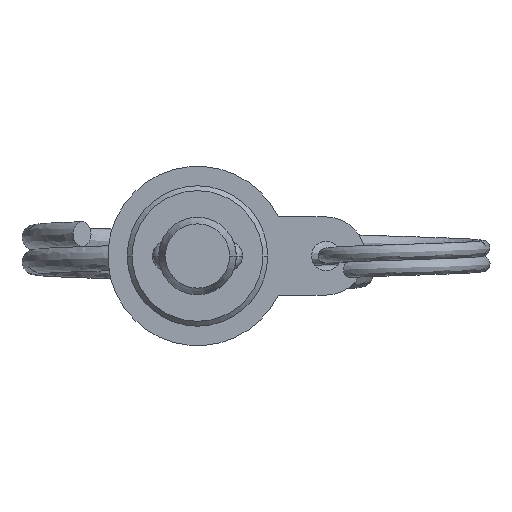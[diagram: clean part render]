
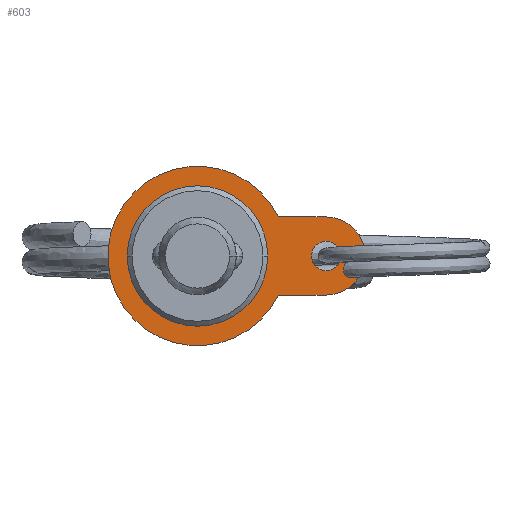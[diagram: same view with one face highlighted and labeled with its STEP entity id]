
A CAD part, left-side view. The second image highlights one B-rep face of the part: STEP entity #603.
In plain terms, the highlighted planar face has unit normal (-1, 0, 0).
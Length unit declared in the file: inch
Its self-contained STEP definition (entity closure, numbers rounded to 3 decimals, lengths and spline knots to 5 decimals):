
#429 = ORIENTED_EDGE ( 'NONE', *, *, #433, .F. ) ;
#433 = EDGE_CURVE ( 'NONE', #588, #586, #1974, .T. ) ;
#436 = ORIENTED_EDGE ( 'NONE', *, *, #642, .F. ) ;
#440 = EDGE_LOOP ( 'NONE', ( #429, #436 ) ) ;
#441 = EDGE_CURVE ( 'NONE', #447, #654, #2027, .T. ) ;
#447 = VERTEX_POINT ( 'NONE', #2023 ) ;
#448 = ORIENTED_EDGE ( 'NONE', *, *, #441, .T. ) ;
#575 = EDGE_CURVE ( 'NONE', #655, #576, #2524, .T. ) ;
#576 = VERTEX_POINT ( 'NONE', #2520 ) ;
#577 = ORIENTED_EDGE ( 'NONE', *, *, #578, .T. ) ;
#578 = EDGE_CURVE ( 'NONE', #576, #447, #2518, .T. ) ;
#586 = VERTEX_POINT ( 'NONE', #2500 ) ;
#588 = VERTEX_POINT ( 'NONE', #2499 ) ;
#597 = VERTEX_POINT ( 'NONE', #2548 ) ;
#599 = EDGE_CURVE ( 'NONE', #597, #600, #2547, .T. ) ;
#600 = VERTEX_POINT ( 'NONE', #2541 ) ;
#603 = ADVANCED_FACE ( 'NONE', ( #2536, #2535, #2534 ), #2533, .F. ) ;
#604 = EDGE_LOOP ( 'NONE', ( #648, #650 ) ) ;
#642 = EDGE_CURVE ( 'NONE', #586, #588, #2858, .T. ) ;
#648 = ORIENTED_EDGE ( 'NONE', *, *, #649, .F. ) ;
#649 = EDGE_CURVE ( 'NONE', #600, #597, #2893, .T. ) ;
#650 = ORIENTED_EDGE ( 'NONE', *, *, #599, .F. ) ;
#651 = EDGE_LOOP ( 'NONE', ( #652, #656, #577, #448 ) ) ;
#652 = ORIENTED_EDGE ( 'NONE', *, *, #653, .T. ) ;
#653 = EDGE_CURVE ( 'NONE', #654, #655, #2888, .T. ) ;
#654 = VERTEX_POINT ( 'NONE', #2883 ) ;
#655 = VERTEX_POINT ( 'NONE', #2882 ) ;
#656 = ORIENTED_EDGE ( 'NONE', *, *, #575, .T. ) ;
#1972 = CARTESIAN_POINT ( 'NONE',  ( 0.48, -0.4125, 0. ) ) ;
#1973 = AXIS2_PLACEMENT_3D ( 'NONE', #1972, #2037, #2036 ) ;
#1974 = CIRCLE ( 'NONE', #1973, 0.04688 ) ;
#2023 = CARTESIAN_POINT ( 'NONE',  ( 0.48, -0.4125, 0.125 ) ) ;
#2024 = DIRECTION ( 'NONE',  ( 0., 1., 0. ) ) ;
#2025 = VECTOR ( 'NONE', #2024, 39.37008 ) ;
#2026 = CARTESIAN_POINT ( 'NONE',  ( 0.48, -0.4125, 0.125 ) ) ;
#2027 = LINE ( 'NONE', #2026, #2025 ) ;
#2036 = DIRECTION ( 'NONE',  ( 0., 0., 1. ) ) ;
#2037 = DIRECTION ( 'NONE',  ( -1., 0., 0. ) ) ;
#2499 = CARTESIAN_POINT ( 'NONE',  ( 0.48, -0.4125, 0.04688 ) ) ;
#2500 = CARTESIAN_POINT ( 'NONE',  ( 0.48, -0.4125, -0.04688 ) ) ;
#2514 = DIRECTION ( 'NONE',  ( 0., 0., 1. ) ) ;
#2515 = DIRECTION ( 'NONE',  ( -1., 0., 0. ) ) ;
#2516 = CARTESIAN_POINT ( 'NONE',  ( 0.48, -0.4125, 0. ) ) ;
#2517 = AXIS2_PLACEMENT_3D ( 'NONE', #2516, #2515, #2514 ) ;
#2518 = CIRCLE ( 'NONE', #2517, 0.125 ) ;
#2520 = CARTESIAN_POINT ( 'NONE',  ( 0.48, -0.4125, -0.125 ) ) ;
#2521 = DIRECTION ( 'NONE',  ( 0., -1., 0. ) ) ;
#2522 = VECTOR ( 'NONE', #2521, 39.37008 ) ;
#2523 = CARTESIAN_POINT ( 'NONE',  ( 0.48, -0.4125, -0.125 ) ) ;
#2524 = LINE ( 'NONE', #2523, #2522 ) ;
#2528 = DIRECTION ( 'NONE',  ( 0., 1., 0. ) ) ;
#2529 = DIRECTION ( 'NONE',  ( 1., 0., 0. ) ) ;
#2530 = CARTESIAN_POINT ( 'NONE',  ( 0.48, 0.2875, 0. ) ) ;
#2532 = AXIS2_PLACEMENT_3D ( 'NONE', #2530, #2529, #2528 ) ;
#2533 = PLANE ( 'NONE',  #2532 ) ;
#2534 = FACE_BOUND ( 'NONE', #440, .T. ) ;
#2535 = FACE_OUTER_BOUND ( 'NONE', #651, .T. ) ;
#2536 = FACE_BOUND ( 'NONE', #604, .T. ) ;
#2541 = CARTESIAN_POINT ( 'NONE',  ( 0.48, -0.1625, 0. ) ) ;
#2543 = DIRECTION ( 'NONE',  ( 0., -1., 0. ) ) ;
#2544 = DIRECTION ( 'NONE',  ( -1., 0., 0. ) ) ;
#2545 = CARTESIAN_POINT ( 'NONE',  ( 0.48, 0., 0. ) ) ;
#2546 = AXIS2_PLACEMENT_3D ( 'NONE', #2545, #2544, #2543 ) ;
#2547 = CIRCLE ( 'NONE', #2546, 0.1625 ) ;
#2548 = CARTESIAN_POINT ( 'NONE',  ( 0.48, 0.1625, 0. ) ) ;
#2852 = DIRECTION ( 'NONE',  ( 0., 0., 1. ) ) ;
#2853 = DIRECTION ( 'NONE',  ( -1., 0., 0. ) ) ;
#2854 = CARTESIAN_POINT ( 'NONE',  ( 0.48, -0.4125, 0. ) ) ;
#2855 = AXIS2_PLACEMENT_3D ( 'NONE', #2854, #2853, #2852 ) ;
#2858 = CIRCLE ( 'NONE', #2855, 0.04688 ) ;
#2882 = CARTESIAN_POINT ( 'NONE',  ( 0.48, -0.2589, -0.125 ) ) ;
#2883 = CARTESIAN_POINT ( 'NONE',  ( 0.48, -0.2589, 0.125 ) ) ;
#2884 = DIRECTION ( 'NONE',  ( 0., -1., 0. ) ) ;
#2885 = DIRECTION ( 'NONE',  ( -1., 0., 0. ) ) ;
#2886 = CARTESIAN_POINT ( 'NONE',  ( 0.48, 0., 0. ) ) ;
#2887 = AXIS2_PLACEMENT_3D ( 'NONE', #2886, #2885, #2884 ) ;
#2888 = CIRCLE ( 'NONE', #2887, 0.2875 ) ;
#2889 = DIRECTION ( 'NONE',  ( 0., -1., 0. ) ) ;
#2890 = DIRECTION ( 'NONE',  ( -1., 0., 0. ) ) ;
#2891 = CARTESIAN_POINT ( 'NONE',  ( 0.48, 0., 0. ) ) ;
#2892 = AXIS2_PLACEMENT_3D ( 'NONE', #2891, #2890, #2889 ) ;
#2893 = CIRCLE ( 'NONE', #2892, 0.1625 ) ;
